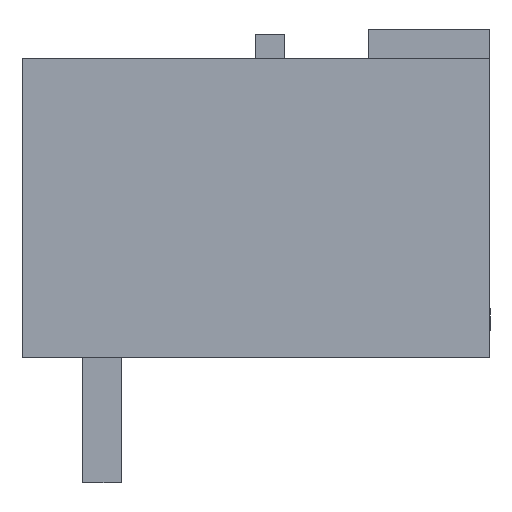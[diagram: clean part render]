
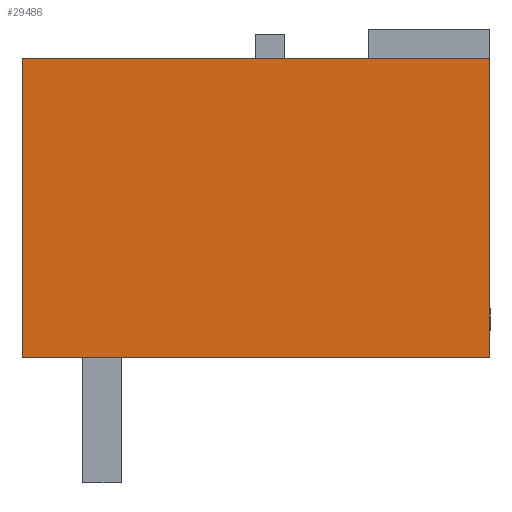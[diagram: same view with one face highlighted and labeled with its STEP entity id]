
A CAD part, left-side view. The second image highlights one B-rep face of the part: STEP entity #29486.
In plain terms, the highlighted planar face has unit normal (-1, 0, 0).
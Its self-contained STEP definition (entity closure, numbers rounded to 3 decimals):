
#29459=AXIS2_PLACEMENT_3D('Plane Axis2P3D',#29456,#29457,#29458) ;
#26284=CARTESIAN_POINT('Vertex',(0.,12.,3.2)) ;
#26287=CARTESIAN_POINT('Line Origine',(0.,12.,7.04)) ;
#26291=CARTESIAN_POINT('Vertex',(0.,12.,10.88)) ;
#29456=CARTESIAN_POINT('Axis2P3D Location',(0.,0.,10.88)) ;
#29461=CARTESIAN_POINT('Line Origine',(0.,6.,3.2)) ;
#29465=CARTESIAN_POINT('Vertex',(0.,0.,3.2)) ;
#29468=CARTESIAN_POINT('Line Origine',(0.,0.,7.04)) ;
#29472=CARTESIAN_POINT('Vertex',(0.,0.,10.88)) ;
#29475=CARTESIAN_POINT('Line Origine',(0.,6.,10.88)) ;
#26288=DIRECTION('Vector Direction',(0.,0.,-1.)) ;
#29457=DIRECTION('Axis2P3D Direction',(1.,0.,0.)) ;
#29458=DIRECTION('Axis2P3D XDirection',(0.,0.,-1.)) ;
#29462=DIRECTION('Vector Direction',(0.,1.,0.)) ;
#29469=DIRECTION('Vector Direction',(0.,0.,-1.)) ;
#29476=DIRECTION('Vector Direction',(0.,1.,0.)) ;
#26289=VECTOR('Line Direction',#26288,1.) ;
#29463=VECTOR('Line Direction',#29462,1.) ;
#29470=VECTOR('Line Direction',#29469,1.) ;
#29477=VECTOR('Line Direction',#29476,1.) ;
#29481=ORIENTED_EDGE('',*,*,#29467,.F.) ;
#29482=ORIENTED_EDGE('',*,*,#29474,.F.) ;
#29483=ORIENTED_EDGE('',*,*,#29479,.T.) ;
#29484=ORIENTED_EDGE('',*,*,#26293,.F.) ;
#29486=ADVANCED_FACE('Body',(#29485),#29460,.F.) ;
#26293=EDGE_CURVE('',#26285,#26292,#26290,.F.) ;
#29467=EDGE_CURVE('',#29466,#26285,#29464,.T.) ;
#29474=EDGE_CURVE('',#29473,#29466,#29471,.T.) ;
#29479=EDGE_CURVE('',#29473,#26292,#29478,.T.) ;
#29480=EDGE_LOOP('',(#29481,#29482,#29483,#29484)) ;
#29485=FACE_OUTER_BOUND('',#29480,.T.) ;
#26290=LINE('Line',#26287,#26289) ;
#29464=LINE('Line',#29461,#29463) ;
#29471=LINE('Line',#29468,#29470) ;
#29478=LINE('Line',#29475,#29477) ;
#29460=PLANE('',#29459) ;
#26285=VERTEX_POINT('',#26284) ;
#26292=VERTEX_POINT('',#26291) ;
#29466=VERTEX_POINT('',#29465) ;
#29473=VERTEX_POINT('',#29472) ;
